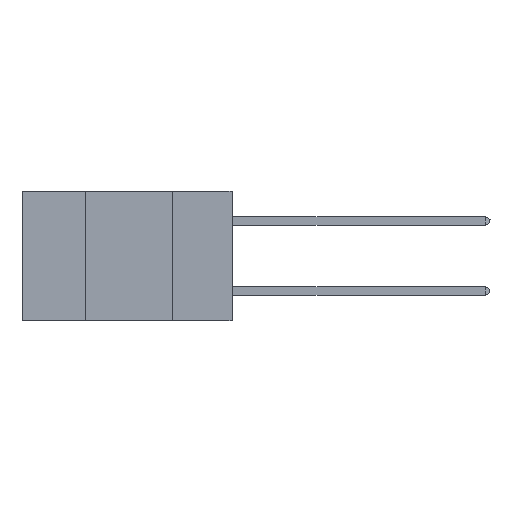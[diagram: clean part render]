
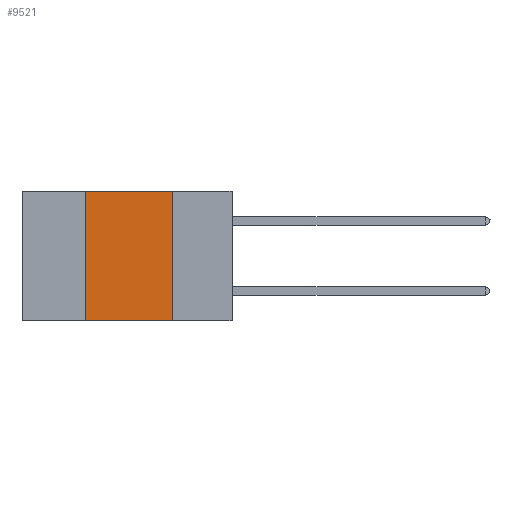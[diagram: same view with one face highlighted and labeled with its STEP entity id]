
A CAD part, left-side view. The second image highlights one B-rep face of the part: STEP entity #9521.
In plain terms, the highlighted planar face has unit normal (-1, 0, 0).
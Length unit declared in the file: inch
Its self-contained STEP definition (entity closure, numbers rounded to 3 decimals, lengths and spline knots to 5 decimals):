
#262 = EDGE_CURVE ( 'NONE', #1431, #722, #1531, .T. ) ;
#722 = VERTEX_POINT ( 'NONE', #5080 ) ;
#959 = CARTESIAN_POINT ( 'NONE',  ( 0., 0.6, -0.37 ) ) ;
#1238 = LINE ( 'NONE', #9120, #4034 ) ;
#1393 = DIRECTION ( 'NONE',  ( 0., 0., 1. ) ) ;
#1431 = VERTEX_POINT ( 'NONE', #6411 ) ;
#1531 = LINE ( 'NONE', #4129, #10879 ) ;
#1579 = EDGE_LOOP ( 'NONE', ( #6684, #1636, #7885, #4363 ) ) ;
#1636 = ORIENTED_EDGE ( 'NONE', *, *, #6692, .F. ) ;
#1906 = DIRECTION ( 'NONE',  ( 0., 0., -1. ) ) ;
#2478 = VECTOR ( 'NONE', #1906, 39.37008 ) ;
#3421 = EDGE_CURVE ( 'NONE', #1431, #7412, #7980, .T. ) ;
#4034 = VECTOR ( 'NONE', #5908, 39.37008 ) ;
#4129 = CARTESIAN_POINT ( 'NONE',  ( 0., 0.42, 0. ) ) ;
#4363 = ORIENTED_EDGE ( 'NONE', *, *, #3421, .T. ) ;
#5005 = EDGE_CURVE ( 'NONE', #10051, #7412, #9819, .T. ) ;
#5080 = CARTESIAN_POINT ( 'NONE',  ( 0., 0.42, 0. ) ) ;
#5336 = DIRECTION ( 'NONE',  ( 0., 0., -1. ) ) ;
#5377 = CARTESIAN_POINT ( 'NONE',  ( 0., 0.17, 0. ) ) ;
#5908 = DIRECTION ( 'NONE',  ( 0., -1., 0. ) ) ;
#6411 = CARTESIAN_POINT ( 'NONE',  ( 0., 0.42, -0.37 ) ) ;
#6684 = ORIENTED_EDGE ( 'NONE', *, *, #5005, .F. ) ;
#6692 = EDGE_CURVE ( 'NONE', #722, #10051, #1238, .T. ) ;
#7412 = VERTEX_POINT ( 'NONE', #8769 ) ;
#7885 = ORIENTED_EDGE ( 'NONE', *, *, #262, .F. ) ;
#7980 = LINE ( 'NONE', #959, #9973 ) ;
#8039 = PLANE ( 'NONE',  #11134 ) ;
#8769 = CARTESIAN_POINT ( 'NONE',  ( 0., 0.17, -0.37 ) ) ;
#8923 = CARTESIAN_POINT ( 'NONE',  ( 0., 0.6, 0. ) ) ;
#9059 = FACE_OUTER_BOUND ( 'NONE', #1579, .T. ) ;
#9120 = CARTESIAN_POINT ( 'NONE',  ( 0., 0.6, 0. ) ) ;
#9124 = CARTESIAN_POINT ( 'NONE',  ( 0., 0.17, 0. ) ) ;
#9521 = ADVANCED_FACE ( 'NONE', ( #9059 ), #8039, .F. ) ;
#9819 = LINE ( 'NONE', #9124, #2478 ) ;
#9973 = VECTOR ( 'NONE', #10284, 39.37008 ) ;
#10051 = VERTEX_POINT ( 'NONE', #5377 ) ;
#10284 = DIRECTION ( 'NONE',  ( 0., -1., 0. ) ) ;
#10605 = DIRECTION ( 'NONE',  ( 1., 0., 0. ) ) ;
#10879 = VECTOR ( 'NONE', #1393, 39.37008 ) ;
#11134 = AXIS2_PLACEMENT_3D ( 'NONE', #8923, #10605, #5336 ) ;
